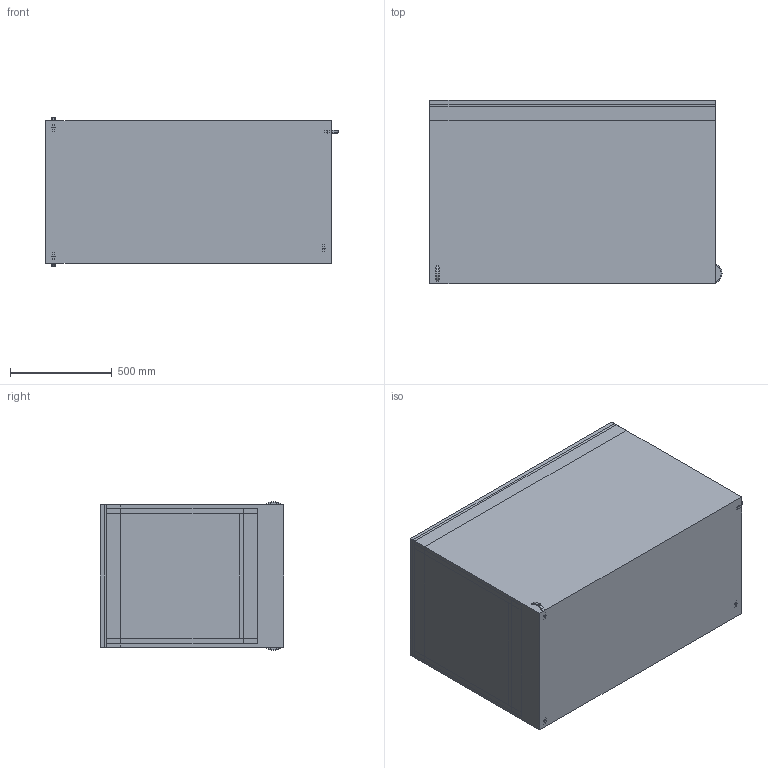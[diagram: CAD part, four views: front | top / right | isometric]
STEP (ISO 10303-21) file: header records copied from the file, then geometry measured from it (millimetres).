
FILE_DESCRIPTION (( 'STEP AP214' ), '1' );
FILE_NAME ('TABLE 4.STEP', '2021-11-13T19:12:56', ( '' ), ( '' ), 'SwSTEP 2.0', 'SolidWorks 2018', '' );
FILE_SCHEMA (( 'AUTOMOTIVE_DESIGN' ));
Length unit declared in the file: millimetre
Products named in the file (6): TABLE 4; 100mm castor; 4 bot; 1400x700x900 table space; 4 side; 4 top
Assembly tree (9 placements, depth 2):
  TABLE 4
    1400x700x900 table space
    4 side  x2
    4 top
    4 bot
    100mm castor  x4
Bounding box: 1432.5 x 900 x 731 mm (x, y, z)
Volume: 947582267.2 mm3; surface area: 14298776.8 mm2
Topology: 31 solids, 31 shells, 390 faces, 912 edges, 592 vertices
Faces by surface type: plane 242, cylinder 132, torus 16
Entity records: 5001 total; most frequent: DIRECTION 809, CARTESIAN_POINT 790, ORIENTED_EDGE 738, EDGE_CURVE 369, VECTOR 287, LINE 287, AXIS2_PLACEMENT_3D 261, VERTEX_POINT 242
